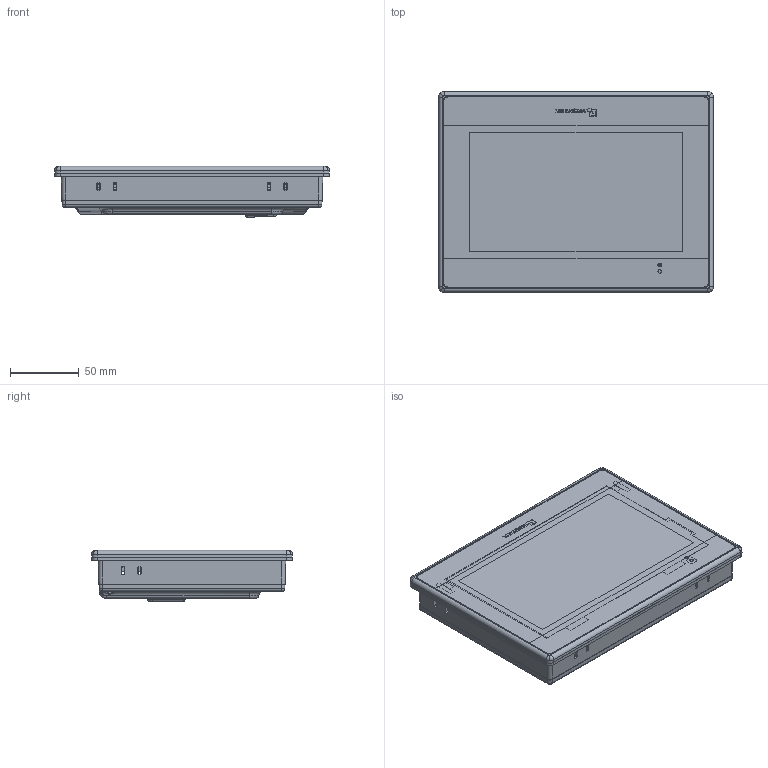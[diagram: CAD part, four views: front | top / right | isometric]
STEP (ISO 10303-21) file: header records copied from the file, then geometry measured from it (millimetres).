
FILE_DESCRIPTION (( 'STEP AP203' ), '1' );
FILE_NAME ('MT8073iE_.STEP', '2017-07-31T06:43:18', ( 'annayang' ), ( '' ), 'SwSTEP 2.0', 'SolidWorks 2011', '' );
FILE_SCHEMA (( 'CONFIG_CONTROL_DESIGN' ));
Products named in the file (1): MT8073iE_
Bounding box: 200.4 x 146.5 x 37.5 mm (x, y, z)
Surface area: 140407.2 mm2 (no closed solid volume)
Topology: 0 solids, 43 shells, 1463 faces, 6140 edges, 4537 vertices
Faces by surface type: plane 611, bspline 270, cone 235, cylinder 208, torus 112, sphere 27
Entity records: 85165 total; most frequent: CARTESIAN_POINT 39146, ORIENTED_EDGE 9004, DIRECTION 8129, EDGE_CURVE 6086, VERTEX_POINT 4516, VECTOR 3621, LINE 3621, AXIS2_PLACEMENT_3D 2254
